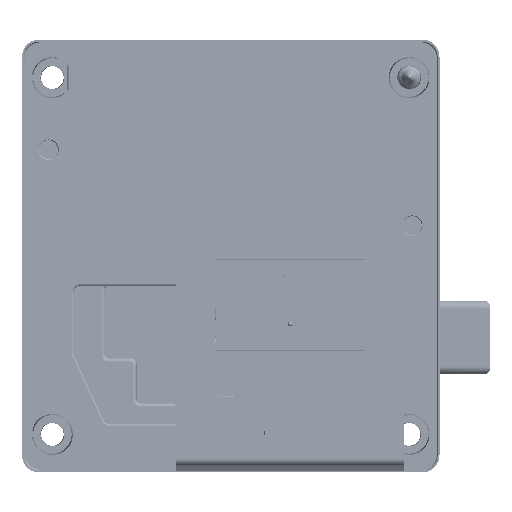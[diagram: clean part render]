
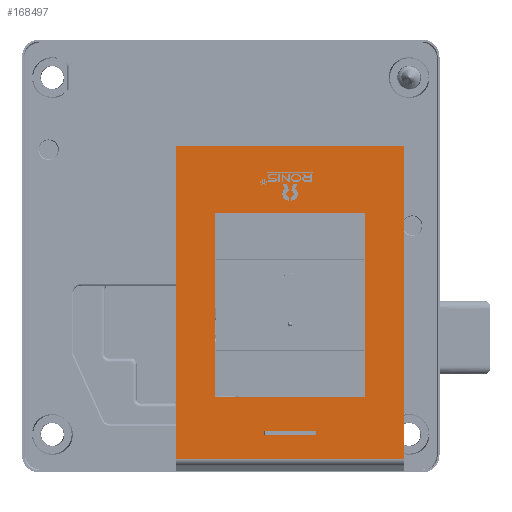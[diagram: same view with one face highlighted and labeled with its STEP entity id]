
A CAD part, front view. The second image highlights one B-rep face of the part: STEP entity #168497.
In plain terms, the highlighted face is planar.
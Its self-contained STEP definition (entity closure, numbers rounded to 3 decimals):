
#162868=DIRECTION('',(-1.,0.,0.));
#162869=VECTOR('',#162868,60.);
#162870=CARTESIAN_POINT('',(30.,0.,-40.465));
#162871=LINE('',#162870,#162869);
#162876=DIRECTION('',(0.,0.,-1.));
#162877=VECTOR('',#162876,82.221);
#162878=CARTESIAN_POINT('',(30.,0.,41.756));
#162879=LINE('',#162878,#162877);
#162898=DIRECTION('',(-1.,0.,0.));
#162899=VECTOR('',#162898,60.);
#162900=CARTESIAN_POINT('',(30.,0.,41.756));
#162901=LINE('',#162900,#162899);
#162902=DIRECTION('',(0.,0.,-1.));
#162903=VECTOR('',#162902,82.221);
#162904=CARTESIAN_POINT('',(-30.,0.,41.756));
#162905=LINE('',#162904,#162903);
#162906=DIRECTION('',(-1.,0.,0.));
#162907=VECTOR('',#162906,39.4);
#162908=CARTESIAN_POINT('',(19.7,0.,-24.2));
#162909=LINE('',#162908,#162907);
#162910=DIRECTION('',(0.,0.,1.));
#162911=VECTOR('',#162910,48.4);
#162912=CARTESIAN_POINT('',(-19.7,0.,-24.2));
#162913=LINE('',#162912,#162911);
#162914=DIRECTION('',(1.,0.,0.));
#162915=VECTOR('',#162914,39.4);
#162916=CARTESIAN_POINT('',(-19.7,0.,24.2));
#162917=LINE('',#162916,#162915);
#162918=DIRECTION('',(0.,0.,-1.));
#162919=VECTOR('',#162918,48.4);
#162920=CARTESIAN_POINT('',(19.7,0.,24.2));
#162921=LINE('',#162920,#162919);
#162922=CARTESIAN_POINT('',(-6.6,0.,-33.25));
#162923=DIRECTION('',(0.,1.,0.));
#162924=DIRECTION('',(-1.,0.,0.));
#162925=AXIS2_PLACEMENT_3D('',#162922,#162923,#162924);
#162927=CARTESIAN_POINT('',(6.6,0.,-33.25));
#162928=DIRECTION('',(0.,1.,0.));
#162929=DIRECTION('',(0.,0.,1.));
#162930=AXIS2_PLACEMENT_3D('',#162927,#162928,#162929);
#162932=CARTESIAN_POINT('',(6.6,0.,-34.15));
#162933=DIRECTION('',(0.,1.,0.));
#162934=DIRECTION('',(1.,0.,0.));
#162935=AXIS2_PLACEMENT_3D('',#162932,#162933,#162934);
#162937=CARTESIAN_POINT('',(-6.6,0.,-34.15));
#162938=DIRECTION('',(0.,1.,0.));
#162939=DIRECTION('',(0.,0.,-1.));
#162940=AXIS2_PLACEMENT_3D('',#162937,#162938,#162939);
#166538=DIRECTION('',(-1.,0.,0.));
#166539=VECTOR('',#166538,13.2);
#166540=CARTESIAN_POINT('',(6.6,0.,-33.1));
#166541=LINE('',#166540,#166539);
#166560=DIRECTION('',(0.,0.,-1.));
#166561=VECTOR('',#166560,0.9);
#166562=CARTESIAN_POINT('',(-6.75,0.,-33.25));
#166563=LINE('',#166562,#166561);
#166582=DIRECTION('',(1.,0.,0.));
#166583=VECTOR('',#166582,13.2);
#166584=CARTESIAN_POINT('',(-6.6,0.,-34.3));
#166585=LINE('',#166584,#166583);
#166604=DIRECTION('',(0.,0.,1.));
#166605=VECTOR('',#166604,0.9);
#166606=CARTESIAN_POINT('',(6.75,0.,-34.15));
#166607=LINE('',#166606,#166605);
#167530=CARTESIAN_POINT('',(6.6,0.,-33.1));
#167531=CARTESIAN_POINT('',(6.75,0.,-33.25));
#167532=VERTEX_POINT('',#167530);
#167533=VERTEX_POINT('',#167531);
#167534=CARTESIAN_POINT('',(30.,0.,41.756));
#167535=CARTESIAN_POINT('',(-30.,0.,41.756));
#167536=VERTEX_POINT('',#167534);
#167537=VERTEX_POINT('',#167535);
#167538=CARTESIAN_POINT('',(-30.,0.,-40.465));
#167539=VERTEX_POINT('',#167538);
#167540=CARTESIAN_POINT('',(30.,0.,-40.465));
#167541=VERTEX_POINT('',#167540);
#167542=CARTESIAN_POINT('',(19.7,0.,-24.2));
#167543=CARTESIAN_POINT('',(-19.7,0.,-24.2));
#167544=VERTEX_POINT('',#167542);
#167545=VERTEX_POINT('',#167543);
#167546=CARTESIAN_POINT('',(-19.7,0.,24.2));
#167547=VERTEX_POINT('',#167546);
#167548=CARTESIAN_POINT('',(19.7,0.,24.2));
#167549=VERTEX_POINT('',#167548);
#167550=CARTESIAN_POINT('',(-6.75,0.,-33.25));
#167551=CARTESIAN_POINT('',(-6.75,0.,-34.15));
#167552=VERTEX_POINT('',#167550);
#167553=VERTEX_POINT('',#167551);
#167554=CARTESIAN_POINT('',(-6.6,0.,-33.1));
#167555=VERTEX_POINT('',#167554);
#167556=CARTESIAN_POINT('',(6.75,0.,-34.15));
#167557=VERTEX_POINT('',#167556);
#167558=CARTESIAN_POINT('',(6.6,0.,-34.3));
#167559=VERTEX_POINT('',#167558);
#167560=CARTESIAN_POINT('',(-6.6,0.,-34.3));
#167561=VERTEX_POINT('',#167560);
#168458=CARTESIAN_POINT('',(-30.,0.,-42.));
#168459=DIRECTION('',(0.,1.,0.));
#168460=DIRECTION('',(0.,0.,1.));
#168461=AXIS2_PLACEMENT_3D('',#168458,#168459,#168460);
#168462=PLANE('',#168461);
#168463=ORIENTED_EDGE('',*,*,#168214,.T.);
#168464=ORIENTED_EDGE('',*,*,#168272,.T.);
#168465=ORIENTED_EDGE('',*,*,#168433,.F.);
#168466=ORIENTED_EDGE('',*,*,#168444,.F.);
#168467=EDGE_LOOP('',(#168463,#168464,#168465,#168466));
#168468=FACE_OUTER_BOUND('',#168467,.F.);
#168470=ORIENTED_EDGE('',*,*,#168469,.T.);
#168472=ORIENTED_EDGE('',*,*,#168471,.T.);
#168474=ORIENTED_EDGE('',*,*,#168473,.T.);
#168476=ORIENTED_EDGE('',*,*,#168475,.T.);
#168477=EDGE_LOOP('',(#168470,#168472,#168474,#168476));
#168478=FACE_BOUND('',#168477,.F.);
#168480=ORIENTED_EDGE('',*,*,#168479,.F.);
#168482=ORIENTED_EDGE('',*,*,#168481,.T.);
#168484=ORIENTED_EDGE('',*,*,#168483,.F.);
#168486=ORIENTED_EDGE('',*,*,#168485,.T.);
#168488=ORIENTED_EDGE('',*,*,#168487,.F.);
#168490=ORIENTED_EDGE('',*,*,#168489,.T.);
#168492=ORIENTED_EDGE('',*,*,#168491,.F.);
#168494=ORIENTED_EDGE('',*,*,#168493,.T.);
#168495=EDGE_LOOP('',(#168480,#168482,#168484,#168486,#168488,#168490,#168492,
#168494));
#168496=FACE_BOUND('',#168495,.F.);
#168497=ADVANCED_FACE('',(#168468,#168478,#168496),#168462,.T.);
#162926=CIRCLE('',#162925,0.15);
#162931=CIRCLE('',#162930,0.15);
#162936=CIRCLE('',#162935,0.15);
#162941=CIRCLE('',#162940,0.15);
#168214=EDGE_CURVE('',#167536,#167537,#162901,.T.);
#168272=EDGE_CURVE('',#167537,#167539,#162905,.T.);
#168433=EDGE_CURVE('',#167541,#167539,#162871,.T.);
#168444=EDGE_CURVE('',#167536,#167541,#162879,.T.);
#168469=EDGE_CURVE('',#167544,#167545,#162909,.T.);
#168471=EDGE_CURVE('',#167545,#167547,#162913,.T.);
#168473=EDGE_CURVE('',#167547,#167549,#162917,.T.);
#168475=EDGE_CURVE('',#167549,#167544,#162921,.T.);
#168479=EDGE_CURVE('',#167552,#167553,#166563,.T.);
#168481=EDGE_CURVE('',#167552,#167555,#162926,.T.);
#168483=EDGE_CURVE('',#167532,#167555,#166541,.T.);
#168485=EDGE_CURVE('',#167532,#167533,#162931,.T.);
#168487=EDGE_CURVE('',#167557,#167533,#166607,.T.);
#168489=EDGE_CURVE('',#167557,#167559,#162936,.T.);
#168491=EDGE_CURVE('',#167561,#167559,#166585,.T.);
#168493=EDGE_CURVE('',#167561,#167553,#162941,.T.);
